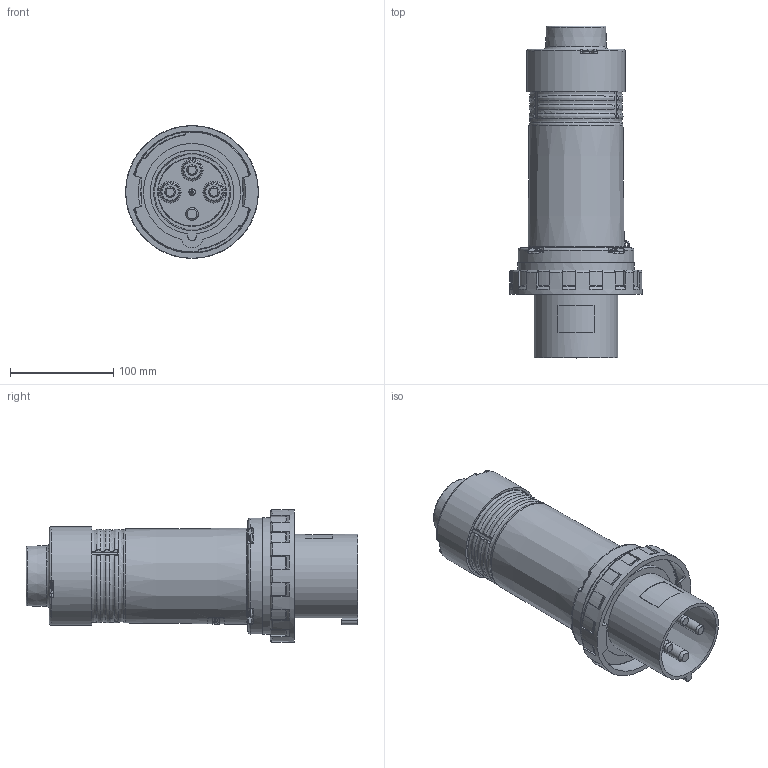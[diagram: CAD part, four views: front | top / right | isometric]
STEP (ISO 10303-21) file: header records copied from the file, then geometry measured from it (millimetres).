
FILE_DESCRIPTION(/* description */ (''),/* implementation_level */ '2;1');
FILE_NAME(/* name */ '4003588.stp',/* time_stamp */ '2019-03-01T11:19:56+01:00',/* author */ (''),/* organization */ (''),/* preprocessor_version */ 'ST-DEVELOPER v16.7',/* originating_system */ 'SIEMENS PLM Software NX 12.0',/* authorisation */ '');
FILE_SCHEMA (('AUTOMOTIVE_DESIGN { 1 0 10303 214 3 1 1 1 }'));
Products named in the file (1): bsom23CC53FBp1i6
Bounding box: 128.5 x 321.3 x 128.5 mm (x, y, z)
Volume: 667640.7 mm3; surface area: 464118 mm2
Topology: 22 solids, 22 shells, 2248 faces, 5928 edges, 3802 vertices
Faces by surface type: plane 975, cylinder 512, bspline 294, cone 191, torus 181, extrusion 70, sphere 25
Full cylindrical faces by diameter (mm): 2.2 x1, 2.85 x2, 3.4 x12, 3.5 x5, 3.7 x4, 3.8 x4, 4 x3, 4.3 x3, 4.5 x13, 4.642 x1, 4.8 x6, 5 x1, 5.6 x3, 6 x1, 6.2 x1, 6.5 x1, 7.8 x3, 8 x1, 8.4 x4, 8.5 x8, 10 x3, 10.3 x3, 11.7 x1, 12 x4, 12.3 x1, 15 x4, 18 x4, 18.5 x4, 25.4 x1, 29.2 x1
Entity records: 96115 total; most frequent: CARTESIAN_POINT 44151, ORIENTED_EDGE 11172, DIRECTION 9869, EDGE_CURVE 5586, AXIS2_PLACEMENT_3D 3899, VERTEX_POINT 3719, EDGE_LOOP 2664, ADVANCED_FACE 2247
